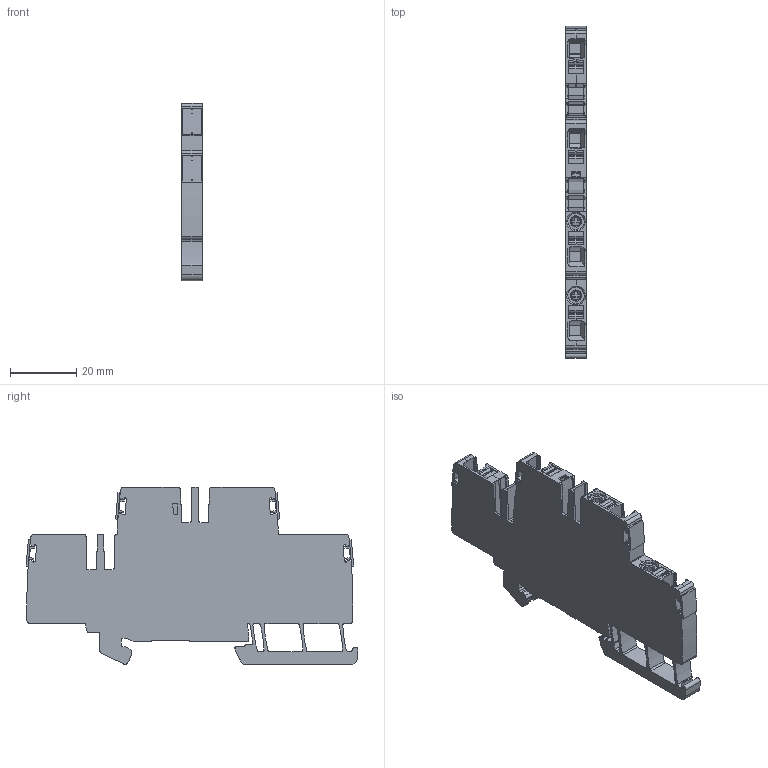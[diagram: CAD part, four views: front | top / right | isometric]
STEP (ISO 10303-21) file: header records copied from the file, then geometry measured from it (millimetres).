
FILE_DESCRIPTION(('CATIA V5R22 STEP214','CAx-IF Rec.Pracs.--- Model Styling and Organization---1.4--- 2014-01-23'),'2;1');
FILE_NAME ('1135651-1_1', '2019-07-05T12:03:48+00:00', ('Weidmueller Interface'), ('Weidmueller'), 'CATIA Version 5-6 Release 2016 SP3 HF44', 'CATIA V5 STEP AP214', 'none');
FILE_SCHEMA(('AUTOMOTIVE_DESIGN { 1 0 10303 214 1 1 1 1 }'));
Length unit declared in the file: millimetre
Products named in the file (1): 2675180000_A2T_4_FT-PE_DL
Bounding box: 6.1 x 100.19 x 53.6 mm (x, y, z)
Volume: 19875.3 mm3; surface area: 13367.6 mm2
Topology: 15 solids, 16 shells, 1087 faces, 3106 edges, 2057 vertices
Faces by surface type: plane 621, cylinder 390, extrusion 32, cone 17, torus 16, bspline 11
Entity records: 36459 total; most frequent: CARTESIAN_POINT 9363, ORIENTED_EDGE 6222, DIRECTION 4555, EDGE_CURVE 3111, VECTOR 2185, LINE 2153, VERTEX_POINT 2065, AXIS2_PLACEMENT_3D 1511
